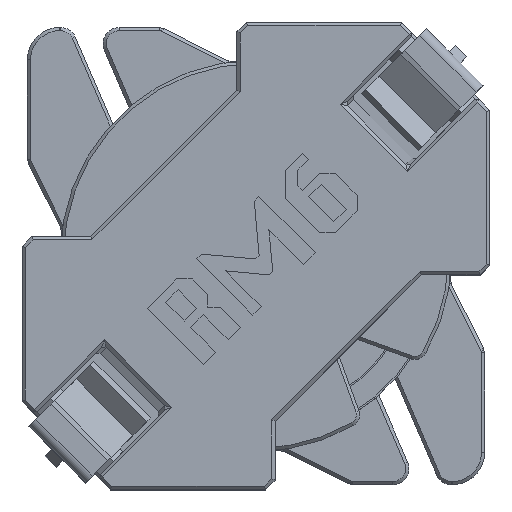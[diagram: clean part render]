
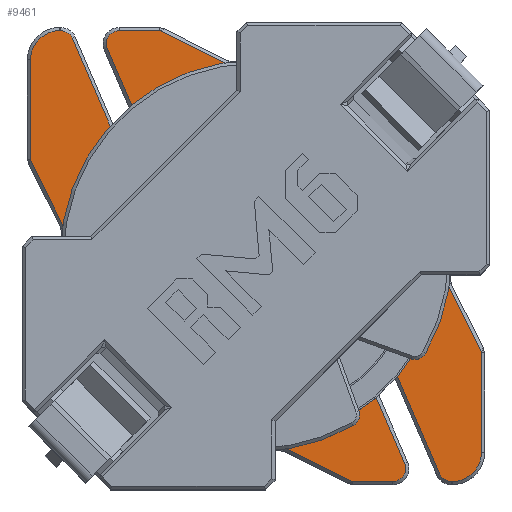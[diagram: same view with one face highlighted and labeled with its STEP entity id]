
A CAD part, top view. The second image highlights one B-rep face of the part: STEP entity #9461.
In plain terms, the highlighted planar face has unit normal (0, 0, 1).
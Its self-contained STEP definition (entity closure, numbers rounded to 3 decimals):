
#127=CIRCLE('',#9941,0.408);
#129=CIRCLE('',#9945,0.439);
#131=CIRCLE('',#9949,0.408);
#133=CIRCLE('',#9953,0.916);
#138=CIRCLE('',#9980,6.05);
#147=CIRCLE('',#10004,0.408);
#149=CIRCLE('',#10008,0.439);
#151=CIRCLE('',#10012,0.408);
#153=CIRCLE('',#10016,0.916);
#158=CIRCLE('',#10029,6.05);
#159=CIRCLE('',#10052,3.575);
#206=FACE_BOUND('',#1674,.T.);
#606=PLANE('',#10051);
#1116=FACE_OUTER_BOUND('',#1673,.T.);
#1673=EDGE_LOOP('',(#8199,#8200,#8201,#8202,#8203,#8204,#8205,#8206,#8207,
#8208,#8209,#8210,#8211,#8212,#8213,#8214,#8215,#8216,#8217,#8218,#8219,
#8220,#8221,#8222));
#1674=EDGE_LOOP('',(#8223));
#2579=LINE('',#15101,#3690);
#2617=LINE('',#15195,#3728);
#2621=LINE('',#15207,#3732);
#2625=LINE('',#15219,#3736);
#2629=LINE('',#15231,#3740);
#2633=LINE('',#15241,#3744);
#2678=LINE('',#15405,#3789);
#2680=LINE('',#15411,#3791);
#2707=LINE('',#15477,#3818);
#2711=LINE('',#15489,#3822);
#2715=LINE('',#15501,#3826);
#2719=LINE('',#15513,#3830);
#2723=LINE('',#15523,#3834);
#2730=LINE('',#15537,#3841);
#3690=VECTOR('',#11750,2.437);
#3728=VECTOR('',#11836,1.306);
#3732=VECTOR('',#11848,3.06);
#3736=VECTOR('',#11860,3.791);
#3740=VECTOR('',#11872,0.026);
#3744=VECTOR('',#11884,3.177);
#3789=VECTOR('',#11973,2.437);
#3791=VECTOR('',#11983,2.437);
#3818=VECTOR('',#12052,1.306);
#3822=VECTOR('',#12064,3.06);
#3826=VECTOR('',#12076,3.791);
#3830=VECTOR('',#12088,0.026);
#3834=VECTOR('',#12100,3.177);
#3841=VECTOR('',#12121,2.437);
#4539=VERTEX_POINT('',#14939);
#4548=VERTEX_POINT('',#14960);
#4552=VERTEX_POINT('',#15009);
#4567=VERTEX_POINT('',#15092);
#4570=VERTEX_POINT('',#15105);
#4597=VERTEX_POINT('',#15183);
#4600=VERTEX_POINT('',#15193);
#4602=VERTEX_POINT('',#15199);
#4604=VERTEX_POINT('',#15205);
#4606=VERTEX_POINT('',#15211);
#4608=VERTEX_POINT('',#15217);
#4610=VERTEX_POINT('',#15223);
#4612=VERTEX_POINT('',#15229);
#4614=VERTEX_POINT('',#15235);
#4620=VERTEX_POINT('',#15253);
#4635=VERTEX_POINT('',#15298);
#4657=VERTEX_POINT('',#15475);
#4659=VERTEX_POINT('',#15481);
#4661=VERTEX_POINT('',#15487);
#4663=VERTEX_POINT('',#15493);
#4665=VERTEX_POINT('',#15499);
#4667=VERTEX_POINT('',#15505);
#4669=VERTEX_POINT('',#15511);
#4671=VERTEX_POINT('',#15517);
#4696=VERTEX_POINT('',#15627);
#5658=EDGE_CURVE('',#4548,#4567,#2579,.T.);
#5704=EDGE_CURVE('',#4600,#4597,#2617,.T.);
#5707=EDGE_CURVE('',#4602,#4600,#127,.T.);
#5710=EDGE_CURVE('',#4604,#4602,#2621,.T.);
#5713=EDGE_CURVE('',#4606,#4604,#129,.T.);
#5716=EDGE_CURVE('',#4608,#4606,#2625,.T.);
#5719=EDGE_CURVE('',#4610,#4608,#131,.T.);
#5722=EDGE_CURVE('',#4612,#4610,#2629,.T.);
#5725=EDGE_CURVE('',#4614,#4612,#133,.T.);
#5728=EDGE_CURVE('',#4567,#4614,#2633,.T.);
#5777=EDGE_CURVE('',#4597,#4635,#2678,.T.);
#5780=EDGE_CURVE('',#4635,#4620,#138,.T.);
#5781=EDGE_CURVE('',#4620,#4570,#2680,.T.);
#5816=EDGE_CURVE('',#4657,#4552,#2707,.T.);
#5819=EDGE_CURVE('',#4659,#4657,#147,.T.);
#5822=EDGE_CURVE('',#4661,#4659,#2711,.T.);
#5825=EDGE_CURVE('',#4663,#4661,#149,.T.);
#5828=EDGE_CURVE('',#4665,#4663,#2715,.T.);
#5831=EDGE_CURVE('',#4667,#4665,#151,.T.);
#5834=EDGE_CURVE('',#4669,#4667,#2719,.T.);
#5837=EDGE_CURVE('',#4671,#4669,#153,.T.);
#5840=EDGE_CURVE('',#4570,#4671,#2723,.T.);
#5849=EDGE_CURVE('',#4552,#4539,#2730,.T.);
#5854=EDGE_CURVE('',#4539,#4548,#158,.T.);
#5891=EDGE_CURVE('',#4696,#4696,#159,.T.);
#8199=ORIENTED_EDGE('',*,*,#5816,.F.);
#8200=ORIENTED_EDGE('',*,*,#5819,.F.);
#8201=ORIENTED_EDGE('',*,*,#5822,.F.);
#8202=ORIENTED_EDGE('',*,*,#5825,.F.);
#8203=ORIENTED_EDGE('',*,*,#5828,.F.);
#8204=ORIENTED_EDGE('',*,*,#5831,.F.);
#8205=ORIENTED_EDGE('',*,*,#5834,.F.);
#8206=ORIENTED_EDGE('',*,*,#5837,.F.);
#8207=ORIENTED_EDGE('',*,*,#5840,.F.);
#8208=ORIENTED_EDGE('',*,*,#5781,.F.);
#8209=ORIENTED_EDGE('',*,*,#5780,.F.);
#8210=ORIENTED_EDGE('',*,*,#5777,.F.);
#8211=ORIENTED_EDGE('',*,*,#5704,.F.);
#8212=ORIENTED_EDGE('',*,*,#5707,.F.);
#8213=ORIENTED_EDGE('',*,*,#5710,.F.);
#8214=ORIENTED_EDGE('',*,*,#5713,.F.);
#8215=ORIENTED_EDGE('',*,*,#5716,.F.);
#8216=ORIENTED_EDGE('',*,*,#5719,.F.);
#8217=ORIENTED_EDGE('',*,*,#5722,.F.);
#8218=ORIENTED_EDGE('',*,*,#5725,.F.);
#8219=ORIENTED_EDGE('',*,*,#5728,.F.);
#8220=ORIENTED_EDGE('',*,*,#5658,.F.);
#8221=ORIENTED_EDGE('',*,*,#5854,.F.);
#8222=ORIENTED_EDGE('',*,*,#5849,.F.);
#8223=ORIENTED_EDGE('',*,*,#5891,.T.);
#9461=ADVANCED_FACE('',(#1116,#206),#606,.T.);
#9941=AXIS2_PLACEMENT_3D('',#15201,#11841,#11842);
#9945=AXIS2_PLACEMENT_3D('',#15213,#11853,#11854);
#9949=AXIS2_PLACEMENT_3D('',#15225,#11865,#11866);
#9953=AXIS2_PLACEMENT_3D('',#15237,#11877,#11878);
#9980=AXIS2_PLACEMENT_3D('',#15409,#11979,#11980);
#10004=AXIS2_PLACEMENT_3D('',#15483,#12057,#12058);
#10008=AXIS2_PLACEMENT_3D('',#15495,#12069,#12070);
#10012=AXIS2_PLACEMENT_3D('',#15507,#12081,#12082);
#10016=AXIS2_PLACEMENT_3D('',#15519,#12093,#12094);
#10029=AXIS2_PLACEMENT_3D('',#15544,#12131,#12132);
#10051=AXIS2_PLACEMENT_3D('',#15626,#12211,#12212);
#10052=AXIS2_PLACEMENT_3D('',#15628,#12213,#12214);
#11750=DIRECTION('',(0.449,-0.894,0.));
#11836=DIRECTION('',(-1.,0.,0.));
#11841=DIRECTION('center_axis',(0.,0.,-1.));
#11842=DIRECTION('ref_axis',(0.,-1.,0.));
#11848=DIRECTION('',(0.396,-0.918,0.));
#11853=DIRECTION('center_axis',(0.,0.,1.));
#11854=DIRECTION('ref_axis',(-0.918,-0.396,0.));
#11860=DIRECTION('',(-0.396,0.918,0.));
#11865=DIRECTION('center_axis',(0.,0.,-1.));
#11866=DIRECTION('ref_axis',(-0.918,-0.396,0.));
#11872=DIRECTION('',(-1.,0.,0.));
#11877=DIRECTION('center_axis',(0.,0.,-1.));
#11878=DIRECTION('ref_axis',(0.,-1.,0.));
#11884=DIRECTION('',(0.,-1.,0.));
#11973=DIRECTION('',(-0.894,0.449,0.));
#11979=DIRECTION('center_axis',(0.,0.,-1.));
#11980=DIRECTION('ref_axis',(-0.992,0.13,0.));
#11983=DIRECTION('',(-0.449,0.894,0.));
#12052=DIRECTION('',(1.,0.,0.));
#12057=DIRECTION('center_axis',(0.,0.,-1.));
#12058=DIRECTION('ref_axis',(0.,1.,0.));
#12064=DIRECTION('',(-0.396,0.918,0.));
#12069=DIRECTION('center_axis',(0.,0.,1.));
#12070=DIRECTION('ref_axis',(0.918,0.396,0.));
#12076=DIRECTION('',(0.396,-0.918,0.));
#12081=DIRECTION('center_axis',(0.,0.,-1.));
#12082=DIRECTION('ref_axis',(0.918,0.396,0.));
#12088=DIRECTION('',(1.,0.,0.));
#12093=DIRECTION('center_axis',(0.,0.,-1.));
#12094=DIRECTION('ref_axis',(0.,1.,0.));
#12100=DIRECTION('',(0.,1.,0.));
#12121=DIRECTION('',(0.894,-0.449,0.));
#12131=DIRECTION('center_axis',(0.,0.,-1.));
#12132=DIRECTION('ref_axis',(0.992,-0.13,0.));
#12211=DIRECTION('center_axis',(0.,0.,1.));
#12212=DIRECTION('ref_axis',(1.,0.,0.));
#12213=DIRECTION('center_axis',(0.,0.,-1.));
#12214=DIRECTION('ref_axis',(1.,0.,0.));
#14939=CARTESIAN_POINT('',(-0.817,5.995,3.175));
#14960=CARTESIAN_POINT('',(5.995,-0.817,3.175));
#15009=CARTESIAN_POINT('',(-2.995,7.088,3.175));
#15092=CARTESIAN_POINT('',(7.088,-2.995,3.175));
#15101=CARTESIAN_POINT('',(4.426,2.306,3.175));
#15105=CARTESIAN_POINT('',(-7.088,2.995,3.175));
#15183=CARTESIAN_POINT('',(2.995,-7.088,3.175));
#15193=CARTESIAN_POINT('',(4.302,-7.088,3.175));
#15195=CARTESIAN_POINT('',(-0.738,-7.088,3.175));
#15199=CARTESIAN_POINT('',(4.676,-6.519,3.175));
#15201=CARTESIAN_POINT('Origin',(4.302,-6.68,3.175));
#15205=CARTESIAN_POINT('',(3.464,-3.709,3.175));
#15207=CARTESIAN_POINT('',(1.953,-0.208,3.175));
#15211=CARTESIAN_POINT('',(4.269,-3.361,3.175));
#15213=CARTESIAN_POINT('Origin',(3.867,-3.535,3.175));
#15217=CARTESIAN_POINT('',(5.772,-6.842,3.175));
#15219=CARTESIAN_POINT('',(2.152,1.545,3.175));
#15223=CARTESIAN_POINT('',(6.146,-7.088,3.175));
#15225=CARTESIAN_POINT('Origin',(6.146,-6.68,3.175));
#15229=CARTESIAN_POINT('',(6.172,-7.088,3.175));
#15231=CARTESIAN_POINT('',(0.849,-7.088,3.175));
#15235=CARTESIAN_POINT('',(7.088,-6.172,3.175));
#15237=CARTESIAN_POINT('Origin',(6.172,-6.172,3.175));
#15241=CARTESIAN_POINT('',(7.088,-0.828,3.175));
#15253=CARTESIAN_POINT('',(-5.995,0.817,3.175));
#15298=CARTESIAN_POINT('',(0.817,-5.995,3.175));
#15405=CARTESIAN_POINT('',(-3.379,-3.888,3.175));
#15409=CARTESIAN_POINT('Origin',(0.,0.,3.175));
#15411=CARTESIAN_POINT('',(-7.133,3.084,3.175));
#15475=CARTESIAN_POINT('',(-4.302,7.088,3.175));
#15477=CARTESIAN_POINT('',(-3.71,7.088,3.175));
#15481=CARTESIAN_POINT('',(-4.676,6.519,3.175));
#15483=CARTESIAN_POINT('Origin',(-4.302,6.68,3.175));
#15487=CARTESIAN_POINT('',(-3.464,3.709,3.175));
#15489=CARTESIAN_POINT('',(-4.294,5.633,3.175));
#15493=CARTESIAN_POINT('',(-4.269,3.361,3.175));
#15495=CARTESIAN_POINT('Origin',(-3.867,3.535,3.175));
#15499=CARTESIAN_POINT('',(-5.772,6.842,3.175));
#15501=CARTESIAN_POINT('',(-4.493,3.88,3.175));
#15505=CARTESIAN_POINT('',(-6.146,7.088,3.175));
#15507=CARTESIAN_POINT('Origin',(-6.146,6.68,3.175));
#15511=CARTESIAN_POINT('',(-6.172,7.088,3.175));
#15513=CARTESIAN_POINT('',(-5.297,7.088,3.175));
#15517=CARTESIAN_POINT('',(-7.088,6.172,3.175));
#15519=CARTESIAN_POINT('Origin',(-6.172,6.172,3.175));
#15523=CARTESIAN_POINT('',(-7.088,5.344,3.175));
#15537=CARTESIAN_POINT('',(-1.985,6.581,3.175));
#15544=CARTESIAN_POINT('Origin',(0.,0.,3.175));
#15626=CARTESIAN_POINT('Origin',(-4.448,4.516,3.175));
#15627=CARTESIAN_POINT('',(-3.575,0.,3.175));
#15628=CARTESIAN_POINT('Origin',(0.,0.,3.175));
